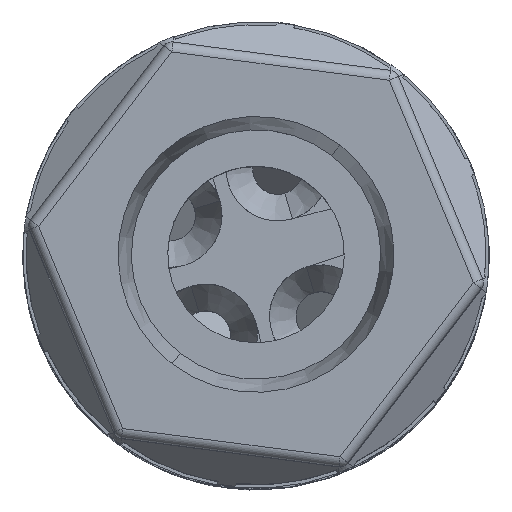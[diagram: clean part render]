
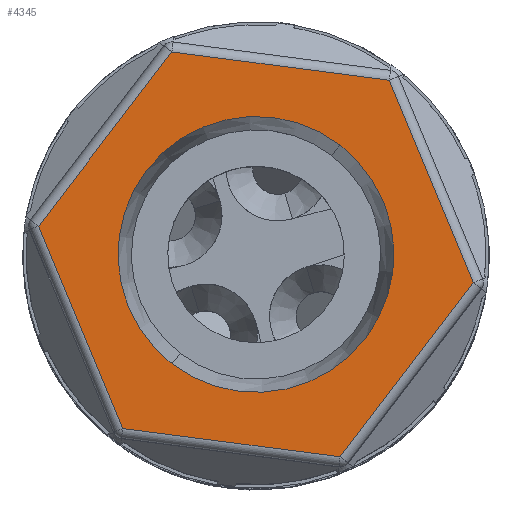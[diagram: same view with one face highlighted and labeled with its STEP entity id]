
A CAD part, top view. The second image highlights one B-rep face of the part: STEP entity #4345.
In plain terms, the highlighted planar face has unit normal (0, 0, 1).
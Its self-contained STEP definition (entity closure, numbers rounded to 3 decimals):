
#3229=AXIS2_PLACEMENT_3D('Circle Axis2P3D',#3227,#3228,$) ;
#3270=AXIS2_PLACEMENT_3D('Circle Axis2P3D',#3268,#3269,$) ;
#4331=AXIS2_PLACEMENT_3D('Plane Axis2P3D',#4328,#4329,#4330) ;
#2167=CARTESIAN_POINT('Vertex',(11.,12.227,51.24)) ;
#2170=CARTESIAN_POINT('Line Origine',(10.924,12.41,51.24)) ;
#2174=CARTESIAN_POINT('Vertex',(13.527,6.149,51.24)) ;
#2197=CARTESIAN_POINT('Line Origine',(9.487,0.87,51.24)) ;
#2201=CARTESIAN_POINT('Vertex',(9.527,0.922,51.24)) ;
#2250=CARTESIAN_POINT('Line Origine',(2.803,1.799,51.24)) ;
#2254=CARTESIAN_POINT('Vertex',(3.,1.773,51.24)) ;
#2289=CARTESIAN_POINT('Line Origine',(0.397,8.034,51.24)) ;
#2293=CARTESIAN_POINT('Vertex',(0.473,7.851,51.24)) ;
#2328=CARTESIAN_POINT('Line Origine',(4.513,13.13,51.24)) ;
#2332=CARTESIAN_POINT('Vertex',(4.473,13.078,51.24)) ;
#2386=CARTESIAN_POINT('Line Origine',(11.197,12.201,51.24)) ;
#3227=CARTESIAN_POINT('Axis2P3D Location',(7.,7.,51.24)) ;
#3231=CARTESIAN_POINT('Vertex',(4.483,3.711,51.24)) ;
#3233=CARTESIAN_POINT('Vertex',(9.517,10.289,51.24)) ;
#3268=CARTESIAN_POINT('Axis2P3D Location',(7.,7.,51.24)) ;
#4328=CARTESIAN_POINT('Axis2P3D Location',(-102.396,-40.285,51.24)) ;
#2171=DIRECTION('Vector Direction',(0.384,-0.923,0.)) ;
#2198=DIRECTION('Vector Direction',(0.608,0.794,0.)) ;
#2251=DIRECTION('Vector Direction',(0.992,-0.129,0.)) ;
#2290=DIRECTION('Vector Direction',(0.384,-0.923,0.)) ;
#2329=DIRECTION('Vector Direction',(-0.608,-0.794,0.)) ;
#2387=DIRECTION('Vector Direction',(-0.992,0.129,0.)) ;
#3228=DIRECTION('Axis2P3D Direction',(0.,0.,1.)) ;
#3269=DIRECTION('Axis2P3D Direction',(0.,0.,1.)) ;
#4329=DIRECTION('Axis2P3D Direction',(0.,0.,1.)) ;
#4330=DIRECTION('Axis2P3D XDirection',(-0.608,-0.794,0.)) ;
#2172=VECTOR('Line Direction',#2171,1.) ;
#2199=VECTOR('Line Direction',#2198,1.) ;
#2252=VECTOR('Line Direction',#2251,1.) ;
#2291=VECTOR('Line Direction',#2290,1.) ;
#2330=VECTOR('Line Direction',#2329,1.) ;
#2388=VECTOR('Line Direction',#2387,1.) ;
#4334=ORIENTED_EDGE('',*,*,#2334,.F.) ;
#4335=ORIENTED_EDGE('',*,*,#2295,.F.) ;
#4336=ORIENTED_EDGE('',*,*,#2256,.F.) ;
#4337=ORIENTED_EDGE('',*,*,#2203,.F.) ;
#4338=ORIENTED_EDGE('',*,*,#2176,.F.) ;
#4339=ORIENTED_EDGE('',*,*,#2390,.F.) ;
#4342=ORIENTED_EDGE('',*,*,#3235,.F.) ;
#4343=ORIENTED_EDGE('',*,*,#3272,.F.) ;
#4344=FACE_BOUND('',#4341,.T.) ;
#4345=ADVANCED_FACE('Hauptk\X2\00F6\X0\rper',(#4340,#4344),#4332,.T.) ;
#3230=CIRCLE('generated circle',#3229,4.141) ;
#3271=CIRCLE('generated circle',#3270,4.141) ;
#2176=EDGE_CURVE('',#2168,#2175,#2173,.T.) ;
#2203=EDGE_CURVE('',#2175,#2202,#2200,.F.) ;
#2256=EDGE_CURVE('',#2202,#2255,#2253,.F.) ;
#2295=EDGE_CURVE('',#2255,#2294,#2292,.F.) ;
#2334=EDGE_CURVE('',#2294,#2333,#2331,.F.) ;
#2390=EDGE_CURVE('',#2333,#2168,#2389,.F.) ;
#3235=EDGE_CURVE('',#3232,#3234,#3230,.T.) ;
#3272=EDGE_CURVE('',#3234,#3232,#3271,.T.) ;
#4333=EDGE_LOOP('',(#4334,#4335,#4336,#4337,#4338,#4339)) ;
#4341=EDGE_LOOP('',(#4342,#4343)) ;
#4340=FACE_OUTER_BOUND('',#4333,.T.) ;
#2173=LINE('Line',#2170,#2172) ;
#2200=LINE('Line',#2197,#2199) ;
#2253=LINE('Line',#2250,#2252) ;
#2292=LINE('Line',#2289,#2291) ;
#2331=LINE('Line',#2328,#2330) ;
#2389=LINE('Line',#2386,#2388) ;
#4332=PLANE('',#4331) ;
#2168=VERTEX_POINT('',#2167) ;
#2175=VERTEX_POINT('',#2174) ;
#2202=VERTEX_POINT('',#2201) ;
#2255=VERTEX_POINT('',#2254) ;
#2294=VERTEX_POINT('',#2293) ;
#2333=VERTEX_POINT('',#2332) ;
#3232=VERTEX_POINT('',#3231) ;
#3234=VERTEX_POINT('',#3233) ;
